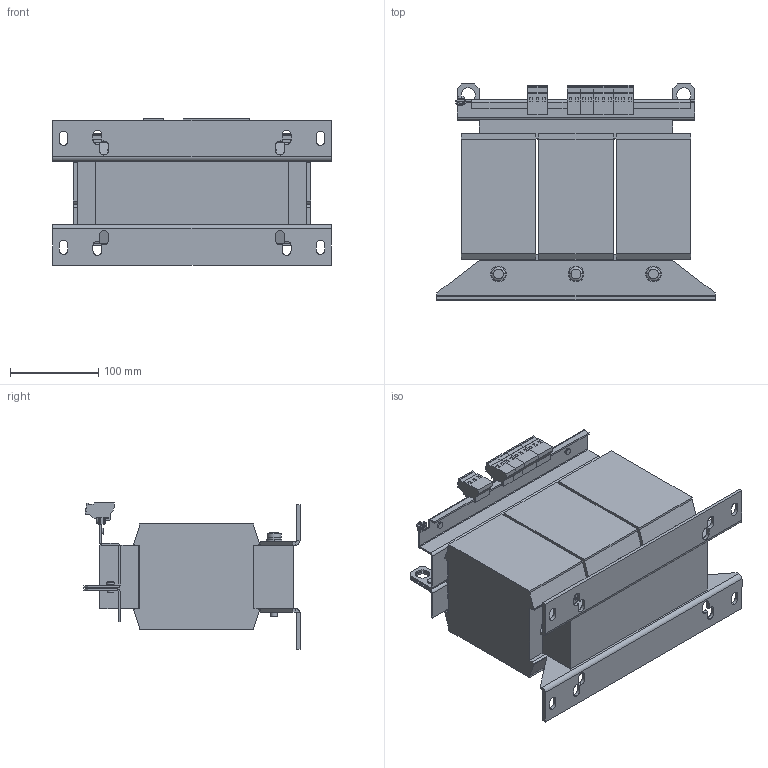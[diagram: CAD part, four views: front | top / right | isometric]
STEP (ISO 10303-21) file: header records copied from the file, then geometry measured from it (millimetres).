
FILE_DESCRIPTION (( 'STEP AP214' ), '1' );
FILE_NAME ('205557.STEP', '2020-05-28T18:34:24', ( '' ), ( '' ), 'SwSTEP 2.0', 'SolidWorks 2018', '' );
FILE_SCHEMA (( 'AUTOMOTIVE_DESIGN' ));
Length unit declared in the file: millimetre
Products named in the file (1): 205557
Bounding box: 316 x 245.5 x 166 mm (x, y, z)
Volume: 5790989.2 mm3; surface area: 428949.6 mm2
Topology: 1 solids, 1 shells, 673 faces, 1692 edges, 1067 vertices
Faces by surface type: plane 484, cylinder 161, torus 14, sphere 10, cone 4
Entity records: 19969 total; most frequent: CARTESIAN_POINT 3471, DIRECTION 3417, ORIENTED_EDGE 3380, EDGE_CURVE 1690, LINE 1295, VECTOR 1295, VERTEX_POINT 1067, AXIS2_PLACEMENT_3D 1061
